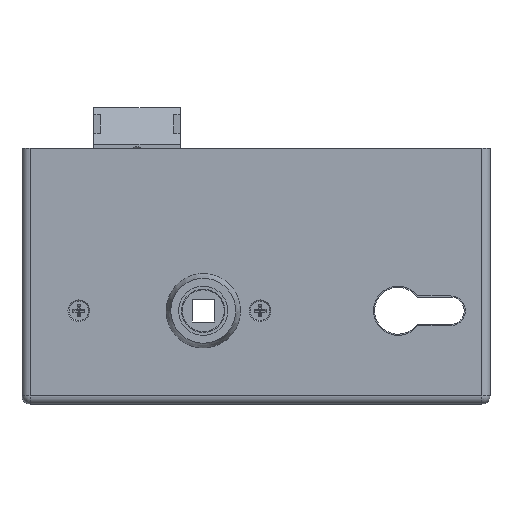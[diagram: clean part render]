
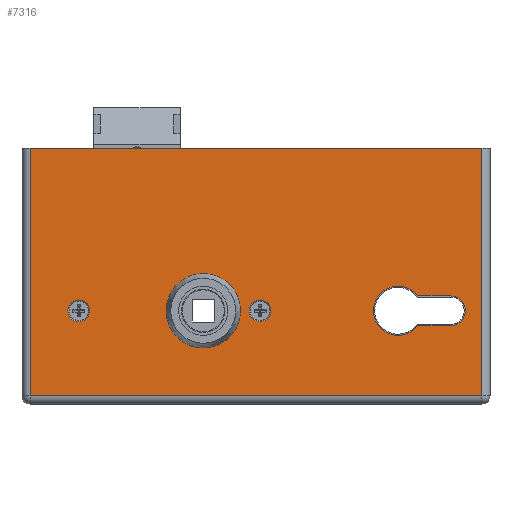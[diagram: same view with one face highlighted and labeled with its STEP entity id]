
A CAD part, left-side view. The second image highlights one B-rep face of the part: STEP entity #7316.
In plain terms, the highlighted planar face has unit normal (-1, 0, 0).
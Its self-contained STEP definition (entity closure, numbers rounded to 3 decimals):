
#28 = DIRECTION ( 'NONE',  ( 0., 0., 1. ) ) ;
#92 = VERTEX_POINT ( 'NONE', #11236 ) ;
#487 = EDGE_CURVE ( 'NONE', #16078, #572, #1973, .T. ) ;
#572 = VERTEX_POINT ( 'NONE', #16140 ) ;
#611 = EDGE_CURVE ( 'NONE', #15366, #3406, #5667, .T. ) ;
#785 = ORIENTED_EDGE ( 'NONE', *, *, #14593, .F. ) ;
#1146 = EDGE_CURVE ( 'NONE', #5316, #16078, #13821, .T. ) ;
#1218 = EDGE_CURVE ( 'NONE', #13668, #13668, #2776, .T. ) ;
#1281 = CARTESIAN_POINT ( 'NONE',  ( -20., -83.5, -44.25 ) ) ;
#1973 = CIRCLE ( 'NONE', #8868, 5.5 ) ;
#2353 = DIRECTION ( 'NONE',  ( 0., 0., 1. ) ) ;
#2563 = DIRECTION ( 'NONE',  ( -1., 0., 0. ) ) ;
#2776 = CIRCLE ( 'NONE', #6374, 4. ) ;
#2826 = CARTESIAN_POINT ( 'NONE',  ( -20., 86.5, 47.25 ) ) ;
#2914 = LINE ( 'NONE', #14120, #5001 ) ;
#3059 = DIRECTION ( 'NONE',  ( 1., 0., 0. ) ) ;
#3186 = CARTESIAN_POINT ( 'NONE',  ( -20., 86.5, -44.25 ) ) ;
#3406 = VERTEX_POINT ( 'NONE', #1281 ) ;
#3452 = FACE_BOUND ( 'NONE', #9633, .T. ) ;
#3690 = VECTOR ( 'NONE', #9687, 1000. ) ;
#3697 = EDGE_LOOP ( 'NONE', ( #6599, #8993, #15510, #8984 ) ) ;
#4119 = DIRECTION ( 'NONE',  ( 0., 0., 1. ) ) ;
#4232 = CARTESIAN_POINT ( 'NONE',  ( -20., -52.5, -12.75 ) ) ;
#4452 = AXIS2_PLACEMENT_3D ( 'NONE', #13184, #11819, #14416 ) ;
#4471 = EDGE_LOOP ( 'NONE', ( #785 ) ) ;
#4901 = FACE_OUTER_BOUND ( 'NONE', #3697, .T. ) ;
#4912 = CARTESIAN_POINT ( 'NONE',  ( -20., 83.5, 47.25 ) ) ;
#5001 = VECTOR ( 'NONE', #10249, 1000. ) ;
#5316 = VERTEX_POINT ( 'NONE', #7933 ) ;
#5324 = FACE_BOUND ( 'NONE', #4471, .T. ) ;
#5438 = DIRECTION ( 'NONE',  ( 0., 1., 0. ) ) ;
#5450 = CARTESIAN_POINT ( 'NONE',  ( -20., -83.5, 47.25 ) ) ;
#5470 = CIRCLE ( 'NONE', #4452, 10.25 ) ;
#5568 = DIRECTION ( 'NONE',  ( 0., 1., 0. ) ) ;
#5667 = LINE ( 'NONE', #3186, #13835 ) ;
#6134 = FACE_BOUND ( 'NONE', #14953, .T. ) ;
#6286 = VECTOR ( 'NONE', #10362, 1000. ) ;
#6374 = AXIS2_PLACEMENT_3D ( 'NONE', #15845, #2563, #28 ) ;
#6475 = EDGE_CURVE ( 'NONE', #572, #10911, #11067, .T. ) ;
#6528 = ORIENTED_EDGE ( 'NONE', *, *, #487, .T. ) ;
#6599 = ORIENTED_EDGE ( 'NONE', *, *, #611, .T. ) ;
#6816 = PLANE ( 'NONE',  #13511 ) ;
#6830 = CARTESIAN_POINT ( 'NONE',  ( -20., -59.75, -18.25 ) ) ;
#6925 = DIRECTION ( 'NONE',  ( 1., 0., 0. ) ) ;
#7034 = AXIS2_PLACEMENT_3D ( 'NONE', #4232, #3059, #13376 ) ;
#7060 = DIRECTION ( 'NONE',  ( 1., 0., 0. ) ) ;
#7289 = CARTESIAN_POINT ( 'NONE',  ( -20., -71.9, -7.25 ) ) ;
#7316 = ADVANCED_FACE ( 'NONE', ( #5324, #4901, #14702, #3452, #6134 ), #6816, .F. ) ;
#7520 = CARTESIAN_POINT ( 'NONE',  ( -20., -71.9, -7.25 ) ) ;
#7933 = CARTESIAN_POINT ( 'NONE',  ( -20., -59.75, -7.25 ) ) ;
#7939 = EDGE_LOOP ( 'NONE', ( #16096 ) ) ;
#8164 = CARTESIAN_POINT ( 'NONE',  ( -20., 83.5, -44.25 ) ) ;
#8387 = VECTOR ( 'NONE', #14265, 1000. ) ;
#8405 = CIRCLE ( 'NONE', #14661, 4. ) ;
#8413 = DIRECTION ( 'NONE',  ( 0., -1., 0. ) ) ;
#8868 = AXIS2_PLACEMENT_3D ( 'NONE', #13490, #7060, #5568 ) ;
#8984 = ORIENTED_EDGE ( 'NONE', *, *, #14989, .T. ) ;
#8993 = ORIENTED_EDGE ( 'NONE', *, *, #13776, .T. ) ;
#9447 = ORIENTED_EDGE ( 'NONE', *, *, #6475, .T. ) ;
#9622 = LINE ( 'NONE', #4912, #8387 ) ;
#9633 = EDGE_LOOP ( 'NONE', ( #14355, #6528, #9447, #9880 ) ) ;
#9687 = DIRECTION ( 'NONE',  ( 0., 1., 0. ) ) ;
#9880 = ORIENTED_EDGE ( 'NONE', *, *, #13874, .T. ) ;
#9915 = ORIENTED_EDGE ( 'NONE', *, *, #1218, .F. ) ;
#10249 = DIRECTION ( 'NONE',  ( 0., -1., 0. ) ) ;
#10338 = EDGE_CURVE ( 'NONE', #10777, #10777, #5470, .T. ) ;
#10362 = DIRECTION ( 'NONE',  ( 0., -1., 0. ) ) ;
#10363 = VERTEX_POINT ( 'NONE', #11131 ) ;
#10777 = VERTEX_POINT ( 'NONE', #12209 ) ;
#10911 = VERTEX_POINT ( 'NONE', #6830 ) ;
#11067 = LINE ( 'NONE', #14587, #3690 ) ;
#11083 = LINE ( 'NONE', #5450, #16829 ) ;
#11131 = CARTESIAN_POINT ( 'NONE',  ( -20., -1.5, -8.75 ) ) ;
#11236 = CARTESIAN_POINT ( 'NONE',  ( -20., 83.5, 47.25 ) ) ;
#11409 = CARTESIAN_POINT ( 'NONE',  ( -20., -1.5, -12.75 ) ) ;
#11819 = DIRECTION ( 'NONE',  ( 1., 0., 0. ) ) ;
#11848 = CARTESIAN_POINT ( 'NONE',  ( -20., -83.5, 47.25 ) ) ;
#12030 = EDGE_CURVE ( 'NONE', #92, #16430, #2914, .T. ) ;
#12094 = CIRCLE ( 'NONE', #7034, 9.1 ) ;
#12209 = CARTESIAN_POINT ( 'NONE',  ( -20., 29.75, -12.75 ) ) ;
#13184 = CARTESIAN_POINT ( 'NONE',  ( -20., 19.5, -12.75 ) ) ;
#13376 = DIRECTION ( 'NONE',  ( 0., 1., 0. ) ) ;
#13490 = CARTESIAN_POINT ( 'NONE',  ( -20., -71.9, -12.75 ) ) ;
#13511 = AXIS2_PLACEMENT_3D ( 'NONE', #2826, #6925, #5438 ) ;
#13668 = VERTEX_POINT ( 'NONE', #14769 ) ;
#13776 = EDGE_CURVE ( 'NONE', #3406, #16430, #11083, .T. ) ;
#13821 = LINE ( 'NONE', #7520, #6286 ) ;
#13835 = VECTOR ( 'NONE', #8413, 1000. ) ;
#13874 = EDGE_CURVE ( 'NONE', #10911, #5316, #12094, .T. ) ;
#14120 = CARTESIAN_POINT ( 'NONE',  ( -20., 86.5, 47.25 ) ) ;
#14265 = DIRECTION ( 'NONE',  ( 0., 0., -1. ) ) ;
#14355 = ORIENTED_EDGE ( 'NONE', *, *, #1146, .T. ) ;
#14416 = DIRECTION ( 'NONE',  ( 0., 1., 0. ) ) ;
#14587 = CARTESIAN_POINT ( 'NONE',  ( -20., -59.75, -18.25 ) ) ;
#14593 = EDGE_CURVE ( 'NONE', #10363, #10363, #8405, .T. ) ;
#14661 = AXIS2_PLACEMENT_3D ( 'NONE', #11409, #15463, #2353 ) ;
#14702 = FACE_BOUND ( 'NONE', #7939, .T. ) ;
#14769 = CARTESIAN_POINT ( 'NONE',  ( -20., 65.5, -8.75 ) ) ;
#14953 = EDGE_LOOP ( 'NONE', ( #9915 ) ) ;
#14989 = EDGE_CURVE ( 'NONE', #92, #15366, #9622, .T. ) ;
#15366 = VERTEX_POINT ( 'NONE', #8164 ) ;
#15463 = DIRECTION ( 'NONE',  ( -1., 0., 0. ) ) ;
#15510 = ORIENTED_EDGE ( 'NONE', *, *, #12030, .F. ) ;
#15845 = CARTESIAN_POINT ( 'NONE',  ( -20., 65.5, -12.75 ) ) ;
#16078 = VERTEX_POINT ( 'NONE', #7289 ) ;
#16096 = ORIENTED_EDGE ( 'NONE', *, *, #10338, .T. ) ;
#16140 = CARTESIAN_POINT ( 'NONE',  ( -20., -71.9, -18.25 ) ) ;
#16430 = VERTEX_POINT ( 'NONE', #11848 ) ;
#16829 = VECTOR ( 'NONE', #4119, 1000. ) ;
